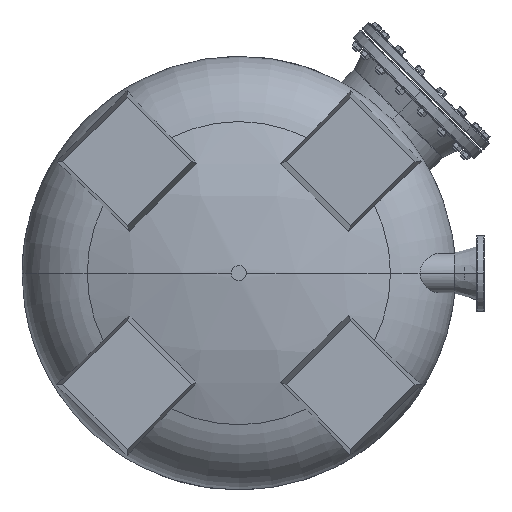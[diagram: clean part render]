
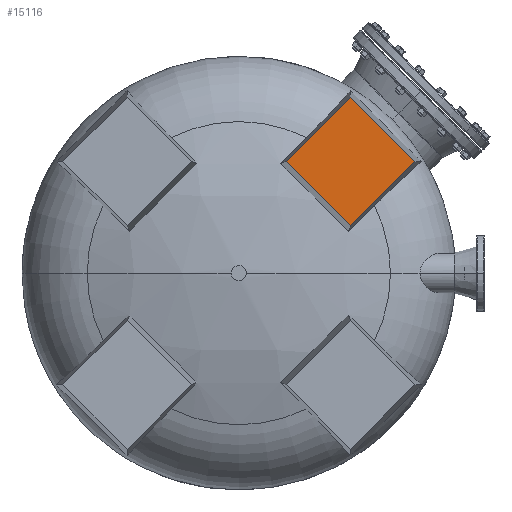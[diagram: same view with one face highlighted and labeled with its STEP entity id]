
A CAD part, front view. The second image highlights one B-rep face of the part: STEP entity #15116.
In plain terms, the highlighted planar face has unit normal (0, -1, 0).
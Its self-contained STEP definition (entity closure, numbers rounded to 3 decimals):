
#2029 = CARTESIAN_POINT ( 'NONE',  ( 66.36, -1459.152, 224.656 ) ) ;
#2640 = EDGE_CURVE ( 'NONE', #3939, #47220, #41583, .T. ) ;
#3362 = CARTESIAN_POINT ( 'NONE',  ( 349.203, -1459.152, 224.656 ) ) ;
#3460 = CARTESIAN_POINT ( 'NONE',  ( 207.782, -1459.152, 507.498 ) ) ;
#3883 = ORIENTED_EDGE ( 'NONE', *, *, #50889, .F. ) ;
#3939 = VERTEX_POINT ( 'NONE', #30545 ) ;
#6307 = VERTEX_POINT ( 'NONE', #35064 ) ;
#7075 = ORIENTED_EDGE ( 'NONE', *, *, #12302, .F. ) ;
#8636 = EDGE_LOOP ( 'NONE', ( #38185, #3883, #30947, #7075 ) ) ;
#10233 = CARTESIAN_POINT ( 'NONE',  ( -4.35, -1459.152, 295.366 ) ) ;
#12302 = EDGE_CURVE ( 'NONE', #47220, #6307, #30847, .T. ) ;
#14542 = B_SPLINE_CURVE_WITH_KNOTS ( 'NONE', 3,
 ( #45715, #15946, #16734, #32126 ),
 .UNSPECIFIED., .F., .F.,
 ( 4, 4 ),
 ( 0., 1. ),
 .UNSPECIFIED. ) ;
#15116 = ADVANCED_FACE ( 'NONE', ( #39983 ), #43152, .T. ) ;
#15292 = CARTESIAN_POINT ( 'NONE',  ( 278.492, -1459.152, 153.945 ) ) ;
#15946 = CARTESIAN_POINT ( 'NONE',  ( 66.36, -1459.152, 366.077 ) ) ;
#16063 = CARTESIAN_POINT ( 'NONE',  ( 419.914, -1459.152, 295.366 ) ) ;
#16734 = CARTESIAN_POINT ( 'NONE',  ( 137.071, -1459.152, 436.788 ) ) ;
#22980 = CARTESIAN_POINT ( 'NONE',  ( 419.914, -1459.152, 295.366 ) ) ;
#23123 = CARTESIAN_POINT ( 'NONE',  ( 207.782, -1459.152, 83.234 ) ) ;
#23487 = CARTESIAN_POINT ( 'NONE',  ( 207.782, -1459.152, 83.234 ) ) ;
#28513 = CARTESIAN_POINT ( 'NONE',  ( 349.203, -1459.152, 366.077 ) ) ;
#30143 = B_SPLINE_CURVE_WITH_KNOTS ( 'NONE', 3,
 ( #39561, #31710, #28513, #16063 ),
 .UNSPECIFIED., .F., .F.,
 ( 4, 4 ),
 ( 0., 1. ),
 .UNSPECIFIED. ) ;
#30545 = CARTESIAN_POINT ( 'NONE',  ( 419.914, -1459.152, 295.366 ) ) ;
#30847 = B_SPLINE_CURVE_WITH_KNOTS ( 'NONE', 3,
 ( #23123, #51841, #2029, #10233 ),
 .UNSPECIFIED., .F., .F.,
 ( 4, 4 ),
 ( 0., 1. ),
 .UNSPECIFIED. ) ;
#30947 = ORIENTED_EDGE ( 'NONE', *, *, #37694, .F. ) ;
#31340 = DIRECTION ( 'NONE',  ( 0., -1., 0. ) ) ;
#31489 = CARTESIAN_POINT ( 'NONE',  ( 207.782, -1459.152, 83.234 ) ) ;
#31600 = CARTESIAN_POINT ( 'NONE',  ( -159.914, -1459.152, -72.329 ) ) ;
#31710 = CARTESIAN_POINT ( 'NONE',  ( 278.492, -1459.152, 436.788 ) ) ;
#32126 = CARTESIAN_POINT ( 'NONE',  ( 207.782, -1459.152, 507.498 ) ) ;
#33822 = AXIS2_PLACEMENT_3D ( 'NONE', #31600, #31340, #39192 ) ;
#35064 = CARTESIAN_POINT ( 'NONE',  ( -4.35, -1459.152, 295.366 ) ) ;
#37694 = EDGE_CURVE ( 'NONE', #6307, #46958, #14542, .T. ) ;
#38185 = ORIENTED_EDGE ( 'NONE', *, *, #2640, .F. ) ;
#39192 = DIRECTION ( 'NONE',  ( -1., 0., 0. ) ) ;
#39561 = CARTESIAN_POINT ( 'NONE',  ( 207.782, -1459.152, 507.498 ) ) ;
#39983 = FACE_OUTER_BOUND ( 'NONE', #8636, .T. ) ;
#41583 = B_SPLINE_CURVE_WITH_KNOTS ( 'NONE', 3,
 ( #22980, #3362, #15292, #23487 ),
 .UNSPECIFIED., .F., .F.,
 ( 4, 4 ),
 ( 0., 1. ),
 .UNSPECIFIED. ) ;
#43152 = PLANE ( 'NONE',  #33822 ) ;
#45715 = CARTESIAN_POINT ( 'NONE',  ( -4.35, -1459.152, 295.366 ) ) ;
#46958 = VERTEX_POINT ( 'NONE', #3460 ) ;
#47220 = VERTEX_POINT ( 'NONE', #31489 ) ;
#50889 = EDGE_CURVE ( 'NONE', #46958, #3939, #30143, .T. ) ;
#51841 = CARTESIAN_POINT ( 'NONE',  ( 137.071, -1459.152, 153.945 ) ) ;
